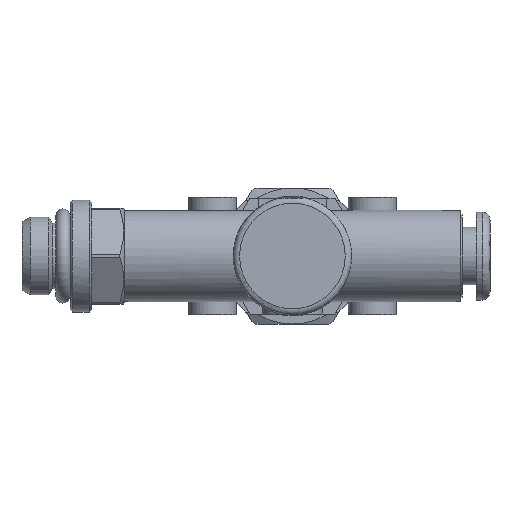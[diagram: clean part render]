
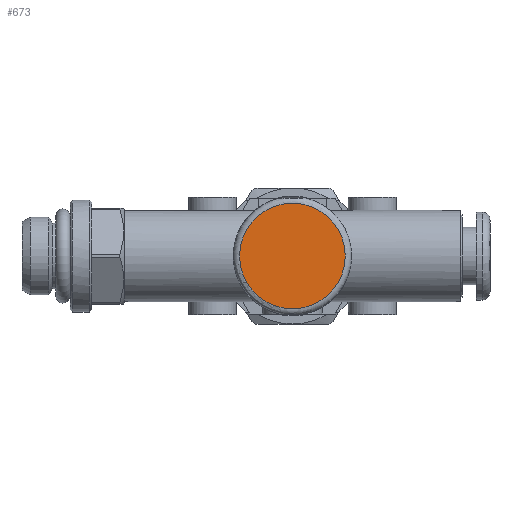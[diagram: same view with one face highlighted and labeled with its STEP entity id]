
A CAD part, front view. The second image highlights one B-rep face of the part: STEP entity #673.
In plain terms, the highlighted planar face has unit normal (0, -1, 0).
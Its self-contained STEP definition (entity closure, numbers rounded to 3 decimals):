
#673 = ADVANCED_FACE( '', ( #1380 ), #1381, .F. );
#1380 = FACE_OUTER_BOUND( '', #2109, .T. );
#1381 = PLANE( '', #2110 );
#2109 = EDGE_LOOP( '', ( #3662 ) );
#2110 = AXIS2_PLACEMENT_3D( '', #3663, #3664, #3665 );
#3662 = ORIENTED_EDGE( '', *, *, #4197, .T. );
#3663 = CARTESIAN_POINT( '', ( 6.6, -6.4, 0. ) );
#3664 = DIRECTION( '', ( 0., 1., 0. ) );
#3665 = DIRECTION( '', ( 0., 0., 1. ) );
#4197 = EDGE_CURVE( '', #5060, #5060, #5061, .T. );
#5060 = VERTEX_POINT( '', #6669 );
#5061 = CIRCLE( '', #6670, 6.6 );
#6669 = CARTESIAN_POINT( '', ( 0., -6.4, -6.6 ) );
#6670 = AXIS2_PLACEMENT_3D( '', #7783, #7784, #7785 );
#7783 = CARTESIAN_POINT( '', ( 0., -6.4, 0. ) );
#7784 = DIRECTION( '', ( 0., -1., 0. ) );
#7785 = DIRECTION( '', ( 0., 0., -1. ) );
